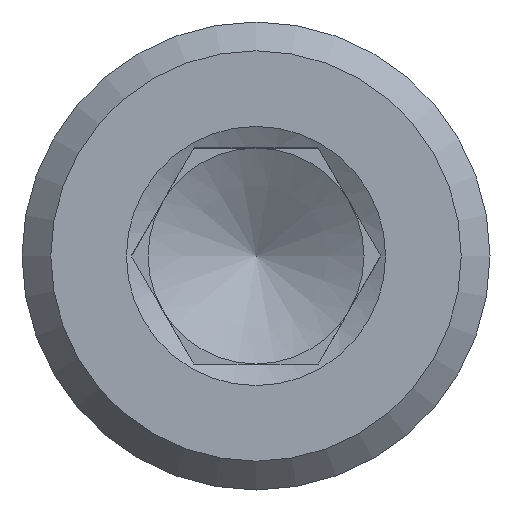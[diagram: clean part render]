
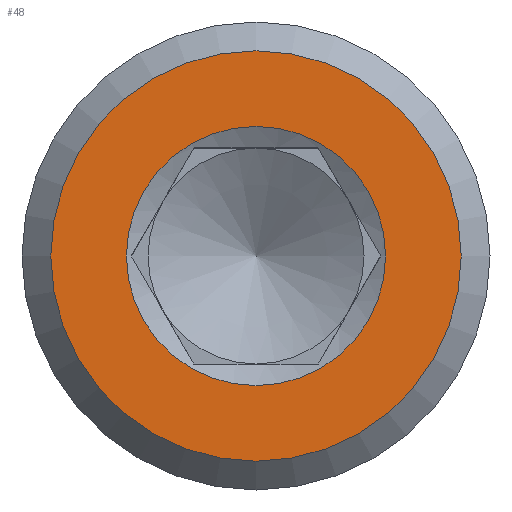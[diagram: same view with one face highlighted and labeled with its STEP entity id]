
A CAD part, left-side view. The second image highlights one B-rep face of the part: STEP entity #48.
In plain terms, the highlighted planar face has unit normal (-1, 0, 0).
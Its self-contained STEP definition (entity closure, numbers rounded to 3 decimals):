
#48=ADVANCED_FACE('',(#255,#257),#259,.T.);
#255=FACE_BOUND('',#256,.T.);
#256=EDGE_LOOP('',(#434));
#257=FACE_BOUND('',#258,.T.);
#258=EDGE_LOOP('',(#435));
#259=PLANE('',#260);
#260=AXIS2_PLACEMENT_3D('',#261,#262,#263);
#261=CARTESIAN_POINT('',(-8.,0.,0.));
#262=DIRECTION('',(-1.,0.,0.));
#263=DIRECTION('',(0.,1.,0.));
#434=ORIENTED_EDGE('',*,*,#514,.F.);
#435=ORIENTED_EDGE('',*,*,#515,.T.);
#514=EDGE_CURVE('',#554,#554,#555,.T.);
#515=EDGE_CURVE('',#556,#556,#557,.T.);
#554=VERTEX_POINT('',#622);
#555=CIRCLE('',#623,5.7);
#556=VERTEX_POINT('',#627);
#557=CIRCLE('',#628,3.6);
#622=CARTESIAN_POINT('',(-8.,5.7,0.));
#623=AXIS2_PLACEMENT_3D('',#624,#625,#626);
#624=CARTESIAN_POINT('',(-8.,0.,0.));
#625=DIRECTION('',(1.,0.,0.));
#626=DIRECTION('',(0.,1.,0.));
#627=CARTESIAN_POINT('',(-8.,3.6,0.));
#628=AXIS2_PLACEMENT_3D('',#629,#630,#631);
#629=CARTESIAN_POINT('',(-8.,0.,0.));
#630=DIRECTION('',(1.,0.,0.));
#631=DIRECTION('',(0.,1.,0.));
